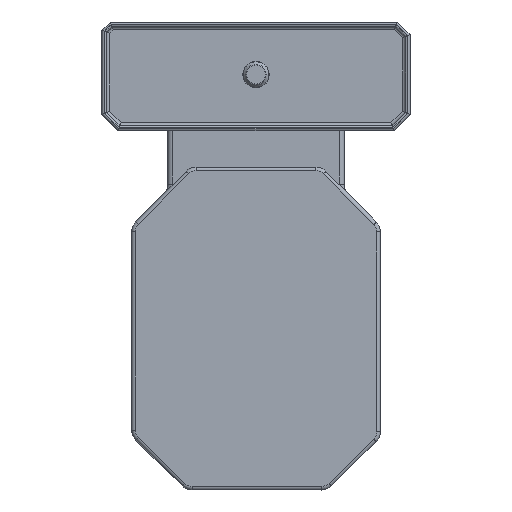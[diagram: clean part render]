
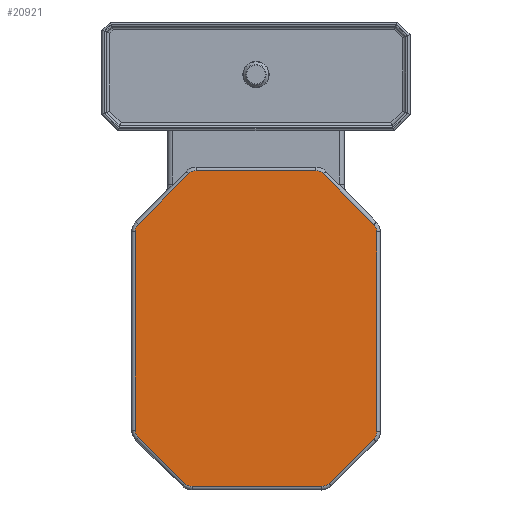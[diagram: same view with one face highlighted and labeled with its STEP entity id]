
A CAD part, top view. The second image highlights one B-rep face of the part: STEP entity #20921.
In plain terms, the highlighted planar face has unit normal (0, 0, 1).
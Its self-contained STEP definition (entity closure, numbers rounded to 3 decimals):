
#20386=CARTESIAN_POINT('',(-660.,-93.771,15.0));
#20387=VERTEX_POINT('',#20386);
#20395=CARTESIAN_POINT('',(-660.,91.267,15.0));
#20396=VERTEX_POINT('',#20395);
#20397=CARTESIAN_POINT('',(-660.,-93.771,15.0));
#20398=DIRECTION('',(0.0,1.0,0.0));
#20399=VECTOR('',#20398,185.037);
#20400=LINE('',#20397,#20399);
#20401=EDGE_CURVE('',#20387,#20396,#20400,.T.);
#20419=CARTESIAN_POINT('',(-655.677,-104.307,15.0));
#20420=VERTEX_POINT('',#20419);
#20428=CARTESIAN_POINT('',(-645.,-93.771,15.0));
#20429=DIRECTION('',(0.0,0.0,-1.0));
#20430=DIRECTION('',(-0.925,-0.38,0.0));
#20431=AXIS2_PLACEMENT_3D('',#20428,#20429,#20430);
#20432=CIRCLE('',#20431,15.0);
#20433=EDGE_CURVE('',#20420,#20387,#20432,.T.);
#20445=CARTESIAN_POINT('',(-655.677,101.803,15.0));
#20446=VERTEX_POINT('',#20445);
#20456=CARTESIAN_POINT('',(-645.,91.267,15.0));
#20457=DIRECTION('',(0.0,0.0,-1.));
#20458=DIRECTION('',(-0.925,0.38,0.0));
#20459=AXIS2_PLACEMENT_3D('',#20456,#20457,#20458);
#20460=CIRCLE('',#20459,15.);
#20461=EDGE_CURVE('',#20396,#20446,#20460,.T.);
#20471=CARTESIAN_POINT('',(-592.785,-168.036,15.0));
#20472=VERTEX_POINT('',#20471);
#20480=CARTESIAN_POINT('',(-592.785,-168.036,15.0));
#20481=DIRECTION('',(-0.702,0.712,0.0));
#20482=VECTOR('',#20481,89.536);
#20483=LINE('',#20480,#20482);
#20484=EDGE_CURVE('',#20472,#20420,#20483,.T.);
#20496=CARTESIAN_POINT('',(-590.316,168.036,15.0));
#20497=VERTEX_POINT('',#20496);
#20507=CARTESIAN_POINT('',(-655.677,101.803,15.0));
#20508=DIRECTION('',(0.702,0.712,0.0));
#20509=VECTOR('',#20508,93.053);
#20510=LINE('',#20507,#20509);
#20511=EDGE_CURVE('',#20446,#20497,#20510,.T.);
#20521=CARTESIAN_POINT('',(-582.109,-172.5,15.0));
#20522=VERTEX_POINT('',#20521);
#20530=CARTESIAN_POINT('',(-582.109,-157.5,15.0));
#20531=DIRECTION('',(0.0,0.0,-1.0));
#20532=DIRECTION('',(-0.386,-0.923,0.0));
#20533=AXIS2_PLACEMENT_3D('',#20530,#20531,#20532);
#20534=CIRCLE('',#20533,15.);
#20535=EDGE_CURVE('',#20522,#20472,#20534,.T.);
#20547=CARTESIAN_POINT('',(-579.639,172.5,15.0));
#20548=VERTEX_POINT('',#20547);
#20558=CARTESIAN_POINT('',(-579.639,157.5,15.0));
#20559=DIRECTION('',(0.0,0.0,-1.0));
#20560=DIRECTION('',(-0.386,0.923,0.0));
#20561=AXIS2_PLACEMENT_3D('',#20558,#20559,#20560);
#20562=CIRCLE('',#20561,15.);
#20563=EDGE_CURVE('',#20497,#20548,#20562,.T.);
#20573=CARTESIAN_POINT('',(-296.613,-172.5,15.0));
#20574=VERTEX_POINT('',#20573);
#20582=CARTESIAN_POINT('',(-296.613,-172.5,15.0));
#20583=DIRECTION('',(-1.0,0.0,0.0));
#20584=VECTOR('',#20583,285.496);
#20585=LINE('',#20582,#20584);
#20586=EDGE_CURVE('',#20574,#20522,#20585,.T.);
#20598=CARTESIAN_POINT('',(-296.263,172.5,15.0));
#20599=VERTEX_POINT('',#20598);
#20616=CARTESIAN_POINT('',(-579.639,172.5,15.0));
#20617=DIRECTION('',(1.0,0.0,0.0));
#20618=VECTOR('',#20617,283.376);
#20619=LINE('',#20616,#20618);
#20620=EDGE_CURVE('',#20548,#20599,#20619,.T.);
#20632=CARTESIAN_POINT('',(-286.049,-168.15,15.0));
#20633=VERTEX_POINT('',#20632);
#20641=CARTESIAN_POINT('',(-296.613,-157.5,15.0));
#20642=DIRECTION('',(0.0,0.0,-1.));
#20643=DIRECTION('',(0.381,-0.925,0.0));
#20644=AXIS2_PLACEMENT_3D('',#20641,#20642,#20643);
#20645=CIRCLE('',#20644,15.);
#20646=EDGE_CURVE('',#20633,#20574,#20645,.T.);
#20664=CARTESIAN_POINT('',(-285.676,168.126,15.0));
#20665=VERTEX_POINT('',#20664);
#20683=CARTESIAN_POINT('',(-296.263,157.5,15.0));
#20684=DIRECTION('',(0.0,0.0,-1.0));
#20685=DIRECTION('',(0.382,0.924,0.0));
#20686=AXIS2_PLACEMENT_3D('',#20683,#20684,#20685);
#20687=CIRCLE('',#20686,15.0);
#20688=EDGE_CURVE('',#20599,#20665,#20687,.T.);
#20700=CARTESIAN_POINT('',(-213.578,-96.267,15.0));
#20701=VERTEX_POINT('',#20700);
#20709=CARTESIAN_POINT('',(-213.578,-96.267,15.0));
#20710=DIRECTION('',(-0.71,-0.704,0.0));
#20711=VECTOR('',#20710,102.075);
#20712=LINE('',#20709,#20711);
#20713=EDGE_CURVE('',#20701,#20633,#20712,.T.);
#20730=CARTESIAN_POINT('',(-213.554,96.27,15.0));
#20731=VERTEX_POINT('',#20730);
#20748=CARTESIAN_POINT('',(-285.676,168.126,15.0));
#20749=DIRECTION('',(0.708,-0.706,0.0));
#20750=VECTOR('',#20749,101.808);
#20751=LINE('',#20748,#20750);
#20752=EDGE_CURVE('',#20665,#20731,#20751,.T.);
#20764=CARTESIAN_POINT('',(-209.141,-85.617,15.0));
#20765=VERTEX_POINT('',#20764);
#20773=CARTESIAN_POINT('',(-224.141,-85.617,15.0));
#20774=DIRECTION('',(0.0,0.0,-1.0));
#20775=DIRECTION('',(0.923,-0.385,0.0));
#20776=AXIS2_PLACEMENT_3D('',#20773,#20774,#20775);
#20777=CIRCLE('',#20776,15.0);
#20778=EDGE_CURVE('',#20765,#20701,#20777,.T.);
#20796=CARTESIAN_POINT('',(-209.141,85.643,15.0));
#20797=VERTEX_POINT('',#20796);
#20815=CARTESIAN_POINT('',(-224.141,85.643,15.0));
#20816=DIRECTION('',(0.0,0.0,-1.0));
#20817=DIRECTION('',(0.924,0.384,0.0));
#20818=AXIS2_PLACEMENT_3D('',#20815,#20816,#20817);
#20819=CIRCLE('',#20818,15.);
#20820=EDGE_CURVE('',#20731,#20797,#20819,.T.);
#20838=CARTESIAN_POINT('',(-209.141,85.643,15.0));
#20839=DIRECTION('',(0.0,-1.0,0.0));
#20840=VECTOR('',#20839,171.261);
#20841=LINE('',#20838,#20840);
#20842=EDGE_CURVE('',#20797,#20765,#20841,.T.);
#20898=CARTESIAN_POINT('',(-436.3,-0.212,15.0));
#20899=DIRECTION('',(0.0,0.0,1.0));
#20900=DIRECTION('',(1.0,0.0,0.0));
#20901=AXIS2_PLACEMENT_3D('',#20898,#20899,#20900);
#20902=PLANE('',#20901);
#20903=ORIENTED_EDGE('',*,*,#20401,.F.);
#20904=ORIENTED_EDGE('',*,*,#20433,.F.);
#20905=ORIENTED_EDGE('',*,*,#20484,.F.);
#20906=ORIENTED_EDGE('',*,*,#20535,.F.);
#20907=ORIENTED_EDGE('',*,*,#20586,.F.);
#20908=ORIENTED_EDGE('',*,*,#20646,.F.);
#20909=ORIENTED_EDGE('',*,*,#20713,.F.);
#20910=ORIENTED_EDGE('',*,*,#20778,.F.);
#20911=ORIENTED_EDGE('',*,*,#20842,.F.);
#20912=ORIENTED_EDGE('',*,*,#20820,.F.);
#20913=ORIENTED_EDGE('',*,*,#20752,.F.);
#20914=ORIENTED_EDGE('',*,*,#20688,.F.);
#20915=ORIENTED_EDGE('',*,*,#20620,.F.);
#20916=ORIENTED_EDGE('',*,*,#20563,.F.);
#20917=ORIENTED_EDGE('',*,*,#20511,.F.);
#20918=ORIENTED_EDGE('',*,*,#20461,.F.);
#20919=EDGE_LOOP('',(#20903,#20904,#20905,#20906,#20907,#20908,#20909,#20910,#20911,#20912,#20913,#20914,#20915,#20916,#20917,#20918));
#20920=FACE_OUTER_BOUND('',#20919,.T.);
#20921=ADVANCED_FACE('',(#20920),#20902,.T.);
